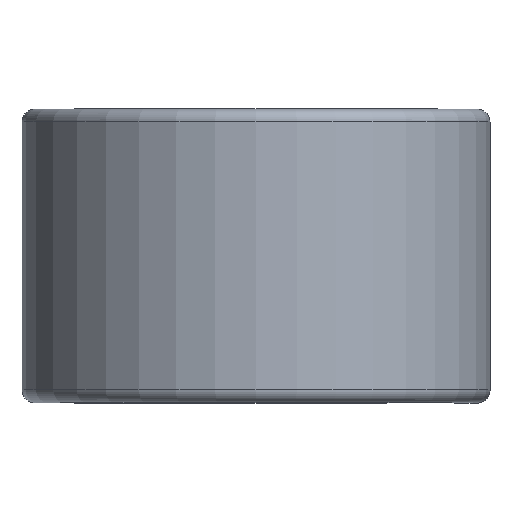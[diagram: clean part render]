
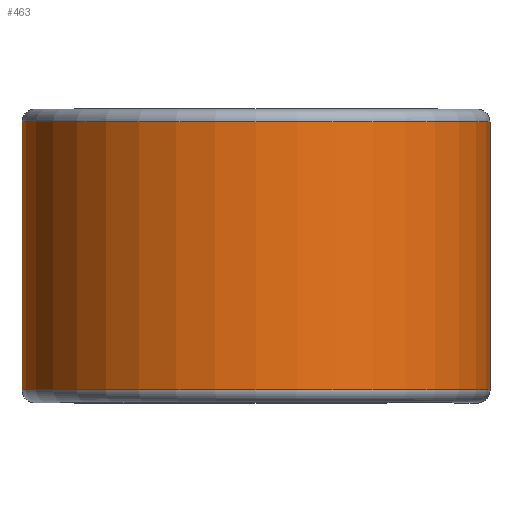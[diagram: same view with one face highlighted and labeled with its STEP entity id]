
A CAD part, top view. The second image highlights one B-rep face of the part: STEP entity #463.
In plain terms, the highlighted cylindrical face has radius 13.919 mm (diameter 27.838 mm), a partial arc.
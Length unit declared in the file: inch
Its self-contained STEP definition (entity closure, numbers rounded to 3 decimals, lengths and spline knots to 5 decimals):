
#21 = CARTESIAN_POINT ( 'NONE',  ( 0.548, 0.31375, 0. ) ) ;
#79 = EDGE_CURVE ( 'NONE', #1078, #693, #415, .T. ) ;
#95 = VECTOR ( 'NONE', #1928, 39.37008 ) ;
#119 = CIRCLE ( 'NONE', #1127, 0.548 ) ;
#128 = LINE ( 'NONE', #1934, #95 ) ;
#173 = EDGE_CURVE ( 'NONE', #819, #1078, #1171, .T. ) ;
#186 = EDGE_CURVE ( 'NONE', #819, #2273, #128, .T. ) ;
#192 = EDGE_CURVE ( 'NONE', #2273, #693, #119, .T. ) ;
#345 = VECTOR ( 'NONE', #963, 39.37008 ) ;
#382 = AXIS2_PLACEMENT_3D ( 'NONE', #929, #635, #1350 ) ;
#415 = LINE ( 'NONE', #2191, #345 ) ;
#463 = ADVANCED_FACE ( 'NONE', ( #1499 ), #1369, .T. ) ;
#518 = ORIENTED_EDGE ( 'NONE', *, *, #192, .T. ) ;
#635 = DIRECTION ( 'NONE',  ( 0., -1., 0. ) ) ;
#693 = VERTEX_POINT ( 'NONE', #2128 ) ;
#819 = VERTEX_POINT ( 'NONE', #1947 ) ;
#929 = CARTESIAN_POINT ( 'NONE',  ( 0., 0.3125, 0. ) ) ;
#963 = DIRECTION ( 'NONE',  ( 0., 1., 0. ) ) ;
#1078 = VERTEX_POINT ( 'NONE', #1498 ) ;
#1127 = AXIS2_PLACEMENT_3D ( 'NONE', #1442, #1422, #1416 ) ;
#1142 = ORIENTED_EDGE ( 'NONE', *, *, #186, .T. ) ;
#1171 = CIRCLE ( 'NONE', #1189, 0.548 ) ;
#1189 = AXIS2_PLACEMENT_3D ( 'NONE', #2089, #2084, #2059 ) ;
#1350 = DIRECTION ( 'NONE',  ( 0., 0., -1. ) ) ;
#1369 = CYLINDRICAL_SURFACE ( 'NONE', #382, 0.548 ) ;
#1407 = ORIENTED_EDGE ( 'NONE', *, *, #173, .F. ) ;
#1416 = DIRECTION ( 'NONE',  ( 0., 0., -1. ) ) ;
#1422 = DIRECTION ( 'NONE',  ( 0., -1., 0. ) ) ;
#1442 = CARTESIAN_POINT ( 'NONE',  ( 0., 0.31375, 0. ) ) ;
#1498 = CARTESIAN_POINT ( 'NONE',  ( 0., -0.31375, -0.548 ) ) ;
#1499 = FACE_OUTER_BOUND ( 'NONE', #1631, .T. ) ;
#1631 = EDGE_LOOP ( 'NONE', ( #1142, #518, #2342, #1407 ) ) ;
#1928 = DIRECTION ( 'NONE',  ( 0., 1., 0. ) ) ;
#1934 = CARTESIAN_POINT ( 'NONE',  ( 0.548, 0.31375, 0. ) ) ;
#1947 = CARTESIAN_POINT ( 'NONE',  ( 0.548, -0.31375, 0. ) ) ;
#2059 = DIRECTION ( 'NONE',  ( 0., 0., -1. ) ) ;
#2084 = DIRECTION ( 'NONE',  ( 0., -1., 0. ) ) ;
#2089 = CARTESIAN_POINT ( 'NONE',  ( 0., -0.31375, 0. ) ) ;
#2128 = CARTESIAN_POINT ( 'NONE',  ( 0., 0.31375, -0.548 ) ) ;
#2191 = CARTESIAN_POINT ( 'NONE',  ( 0., 0.31375, -0.548 ) ) ;
#2273 = VERTEX_POINT ( 'NONE', #21 ) ;
#2342 = ORIENTED_EDGE ( 'NONE', *, *, #79, .F. ) ;
